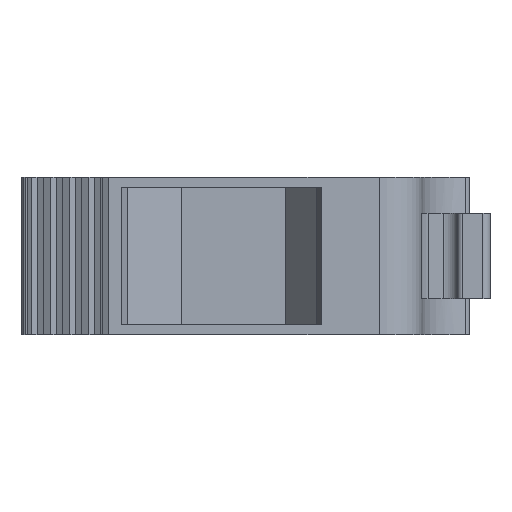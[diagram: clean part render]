
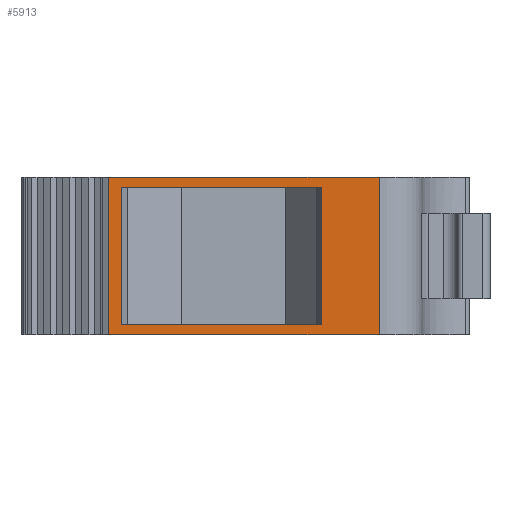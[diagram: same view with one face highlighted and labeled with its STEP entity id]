
A CAD part, left-side view. The second image highlights one B-rep face of the part: STEP entity #5913.
In plain terms, the highlighted planar face has unit normal (-1, 0, 0).
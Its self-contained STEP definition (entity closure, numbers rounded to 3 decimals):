
#239 = CARTESIAN_POINT ( 'NONE',  ( -37., -17.271, 9.625 ) ) ;
#298 = CARTESIAN_POINT ( 'NONE',  ( -37., 12.479, 11. ) ) ;
#383 = VERTEX_POINT ( 'NONE', #4864 ) ;
#431 = VECTOR ( 'NONE', #6147, 1000. ) ;
#594 = VERTEX_POINT ( 'NONE', #6118 ) ;
#741 = ORIENTED_EDGE ( 'NONE', *, *, #2092, .F. ) ;
#858 = DIRECTION ( 'NONE',  ( 0., -1., 0. ) ) ;
#869 = VERTEX_POINT ( 'NONE', #239 ) ;
#1117 = VECTOR ( 'NONE', #1419, 1000. ) ;
#1292 = DIRECTION ( 'NONE',  ( 0., 1., 0. ) ) ;
#1298 = CARTESIAN_POINT ( 'NONE',  ( -37., 10.729, 9.625 ) ) ;
#1364 = LINE ( 'NONE', #1811, #4365 ) ;
#1388 = DIRECTION ( 'NONE',  ( 0., -1., 0. ) ) ;
#1419 = DIRECTION ( 'NONE',  ( 0., -1., 0. ) ) ;
#1530 = CARTESIAN_POINT ( 'NONE',  ( -37., -25.374, -11. ) ) ;
#1585 = CARTESIAN_POINT ( 'NONE',  ( -37., -25.374, 11. ) ) ;
#1811 = CARTESIAN_POINT ( 'NONE',  ( -37., 10.729, -9.625 ) ) ;
#1955 = VERTEX_POINT ( 'NONE', #5554 ) ;
#1965 = LINE ( 'NONE', #4777, #1117 ) ;
#2092 = EDGE_CURVE ( 'NONE', #3521, #3157, #5703, .T. ) ;
#2140 = VECTOR ( 'NONE', #6038, 1000. ) ;
#2247 = VECTOR ( 'NONE', #858, 1000. ) ;
#2322 = CARTESIAN_POINT ( 'NONE',  ( -37., 10.729, -9.625 ) ) ;
#2337 = FACE_BOUND ( 'NONE', #5189, .T. ) ;
#2454 = DIRECTION ( 'NONE',  ( 0., -1., 0. ) ) ;
#2571 = DIRECTION ( 'NONE',  ( 0., 0., -1. ) ) ;
#2637 = ORIENTED_EDGE ( 'NONE', *, *, #5111, .F. ) ;
#2779 = LINE ( 'NONE', #6198, #2247 ) ;
#2937 = VECTOR ( 'NONE', #1388, 1000. ) ;
#3095 = CARTESIAN_POINT ( 'NONE',  ( -37., -17.271, -9.625 ) ) ;
#3133 = VERTEX_POINT ( 'NONE', #5721 ) ;
#3157 = VERTEX_POINT ( 'NONE', #4238 ) ;
#3244 = ORIENTED_EDGE ( 'NONE', *, *, #5659, .T. ) ;
#3277 = EDGE_CURVE ( 'NONE', #594, #3762, #1965, .T. ) ;
#3354 = ORIENTED_EDGE ( 'NONE', *, *, #5403, .T. ) ;
#3439 = VECTOR ( 'NONE', #2454, 1000. ) ;
#3521 = VERTEX_POINT ( 'NONE', #2322 ) ;
#3582 = ORIENTED_EDGE ( 'NONE', *, *, #3585, .T. ) ;
#3585 = EDGE_CURVE ( 'NONE', #3133, #594, #3708, .T. ) ;
#3688 = DIRECTION ( 'NONE',  ( 1., 0., 0. ) ) ;
#3708 = LINE ( 'NONE', #298, #431 ) ;
#3762 = VERTEX_POINT ( 'NONE', #1530 ) ;
#3784 = FACE_OUTER_BOUND ( 'NONE', #3969, .T. ) ;
#3806 = CARTESIAN_POINT ( 'NONE',  ( -37., 10.729, -9.625 ) ) ;
#3969 = EDGE_LOOP ( 'NONE', ( #4766, #2637, #6082, #3582 ) ) ;
#4238 = CARTESIAN_POINT ( 'NONE',  ( -37., -17.271, -9.625 ) ) ;
#4266 = PLANE ( 'NONE',  #5004 ) ;
#4365 = VECTOR ( 'NONE', #5226, 1000. ) ;
#4526 = ORIENTED_EDGE ( 'NONE', *, *, #5225, .F. ) ;
#4766 = ORIENTED_EDGE ( 'NONE', *, *, #3277, .T. ) ;
#4777 = CARTESIAN_POINT ( 'NONE',  ( -37., 12.479, -11. ) ) ;
#4864 = CARTESIAN_POINT ( 'NONE',  ( -37., -25.374, 11. ) ) ;
#5004 = AXIS2_PLACEMENT_3D ( 'NONE', #6191, #3688, #1292 ) ;
#5111 = EDGE_CURVE ( 'NONE', #383, #3762, #5919, .T. ) ;
#5189 = EDGE_LOOP ( 'NONE', ( #4526, #741, #3244, #3354 ) ) ;
#5225 = EDGE_CURVE ( 'NONE', #3157, #869, #6006, .T. ) ;
#5226 = DIRECTION ( 'NONE',  ( 0., 0., 1. ) ) ;
#5278 = EDGE_CURVE ( 'NONE', #3133, #383, #2779, .T. ) ;
#5403 = EDGE_CURVE ( 'NONE', #1955, #869, #6098, .T. ) ;
#5485 = VECTOR ( 'NONE', #2571, 1000. ) ;
#5554 = CARTESIAN_POINT ( 'NONE',  ( -37., 10.729, 9.625 ) ) ;
#5659 = EDGE_CURVE ( 'NONE', #3521, #1955, #1364, .T. ) ;
#5703 = LINE ( 'NONE', #3806, #3439 ) ;
#5721 = CARTESIAN_POINT ( 'NONE',  ( -37., 12.479, 11. ) ) ;
#5913 = ADVANCED_FACE ( 'NONE', ( #2337, #3784 ), #4266, .F. ) ;
#5919 = LINE ( 'NONE', #1585, #5485 ) ;
#6006 = LINE ( 'NONE', #3095, #2140 ) ;
#6038 = DIRECTION ( 'NONE',  ( 0., 0., 1. ) ) ;
#6082 = ORIENTED_EDGE ( 'NONE', *, *, #5278, .F. ) ;
#6098 = LINE ( 'NONE', #1298, #2937 ) ;
#6118 = CARTESIAN_POINT ( 'NONE',  ( -37., 12.479, -11. ) ) ;
#6147 = DIRECTION ( 'NONE',  ( 0., 0., -1. ) ) ;
#6191 = CARTESIAN_POINT ( 'NONE',  ( -37., 12.479, 11. ) ) ;
#6198 = CARTESIAN_POINT ( 'NONE',  ( -37., 12.479, 11. ) ) ;
